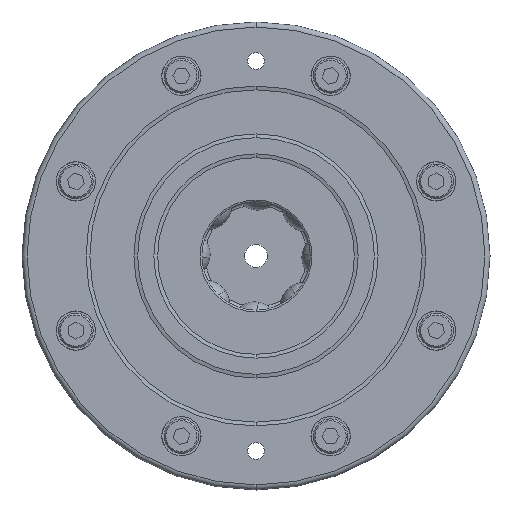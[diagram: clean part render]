
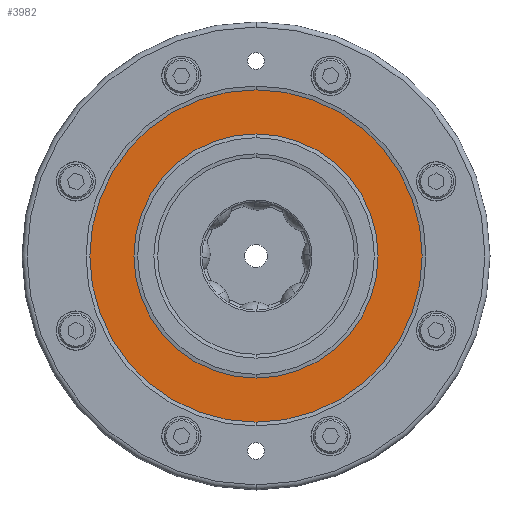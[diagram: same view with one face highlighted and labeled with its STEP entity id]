
A CAD part, front view. The second image highlights one B-rep face of the part: STEP entity #3982.
In plain terms, the highlighted planar face has unit normal (0, -1, 0).
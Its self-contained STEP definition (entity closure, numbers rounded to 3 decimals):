
#996 = CARTESIAN_POINT ( 'NONE',  ( -89.169, 12.208, 137.8 ) ) ;
#1274 = AXIS2_PLACEMENT_3D ( 'NONE', #996, #5938, #12446 ) ;
#2680 = DIRECTION ( 'NONE',  ( 0., 0., 1. ) ) ;
#2731 = CIRCLE ( 'NONE', #20621, 49. ) ;
#2899 = ORIENTED_EDGE ( 'NONE', *, *, #19361, .F. ) ;
#3504 = VERTEX_POINT ( 'NONE', #13617 ) ;
#3982 = ADVANCED_FACE ( 'NONE', ( #11357, #5419 ), #13592, .T. ) ;
#4024 = VERTEX_POINT ( 'NONE', #10643 ) ;
#4413 = ORIENTED_EDGE ( 'NONE', *, *, #7481, .T. ) ;
#4675 = ORIENTED_EDGE ( 'NONE', *, *, #16047, .T. ) ;
#5419 = FACE_OUTER_BOUND ( 'NONE', #15414, .T. ) ;
#5938 = DIRECTION ( 'NONE',  ( 0., 1., 0. ) ) ;
#5989 = CARTESIAN_POINT ( 'NONE',  ( -89.169, 12.208, 137.8 ) ) ;
#7361 = DIRECTION ( 'NONE',  ( 0., 1., 0. ) ) ;
#7481 = EDGE_CURVE ( 'NONE', #21192, #17241, #16077, .T. ) ;
#7560 = EDGE_LOOP ( 'NONE', ( #4413, #4675 ) ) ;
#7652 = AXIS2_PLACEMENT_3D ( 'NONE', #10252, #20114, #8480 ) ;
#8293 = DIRECTION ( 'NONE',  ( 0., 1., 0. ) ) ;
#8480 = DIRECTION ( 'NONE',  ( 0., 0., 1. ) ) ;
#10252 = CARTESIAN_POINT ( 'NONE',  ( -89.169, 12.208, 137.8 ) ) ;
#10643 = CARTESIAN_POINT ( 'NONE',  ( -89.169, 12.208, 88.8 ) ) ;
#11357 = FACE_BOUND ( 'NONE', #7560, .T. ) ;
#11661 = DIRECTION ( 'NONE',  ( 0., -1., 0. ) ) ;
#11729 = CARTESIAN_POINT ( 'NONE',  ( -138.169, 12.208, 137.8 ) ) ;
#11820 = CARTESIAN_POINT ( 'NONE',  ( -89.169, 12.208, 101.8 ) ) ;
#12446 = DIRECTION ( 'NONE',  ( 0., 0., 1. ) ) ;
#13307 = DIRECTION ( 'NONE',  ( 0., 0., -1. ) ) ;
#13592 = PLANE ( 'NONE',  #17672 ) ;
#13617 = CARTESIAN_POINT ( 'NONE',  ( -89.169, 12.208, 186.8 ) ) ;
#14363 = EDGE_CURVE ( 'NONE', #4024, #3504, #20183, .T. ) ;
#15414 = EDGE_LOOP ( 'NONE', ( #18107, #2899 ) ) ;
#15670 = CARTESIAN_POINT ( 'NONE',  ( -89.169, 12.208, 173.8 ) ) ;
#16047 = EDGE_CURVE ( 'NONE', #17241, #21192, #17031, .T. ) ;
#16077 = CIRCLE ( 'NONE', #1274, 36. ) ;
#17031 = CIRCLE ( 'NONE', #20018, 36. ) ;
#17241 = VERTEX_POINT ( 'NONE', #11820 ) ;
#17672 = AXIS2_PLACEMENT_3D ( 'NONE', #11729, #11661, #13307 ) ;
#17755 = CARTESIAN_POINT ( 'NONE',  ( -89.169, 12.208, 137.8 ) ) ;
#18107 = ORIENTED_EDGE ( 'NONE', *, *, #14363, .F. ) ;
#19361 = EDGE_CURVE ( 'NONE', #3504, #4024, #2731, .T. ) ;
#19736 = DIRECTION ( 'NONE',  ( 0., 0., 1. ) ) ;
#20018 = AXIS2_PLACEMENT_3D ( 'NONE', #17755, #8293, #19736 ) ;
#20114 = DIRECTION ( 'NONE',  ( 0., 1., 0. ) ) ;
#20183 = CIRCLE ( 'NONE', #7652, 49. ) ;
#20621 = AXIS2_PLACEMENT_3D ( 'NONE', #5989, #7361, #2680 ) ;
#21192 = VERTEX_POINT ( 'NONE', #15670 ) ;
